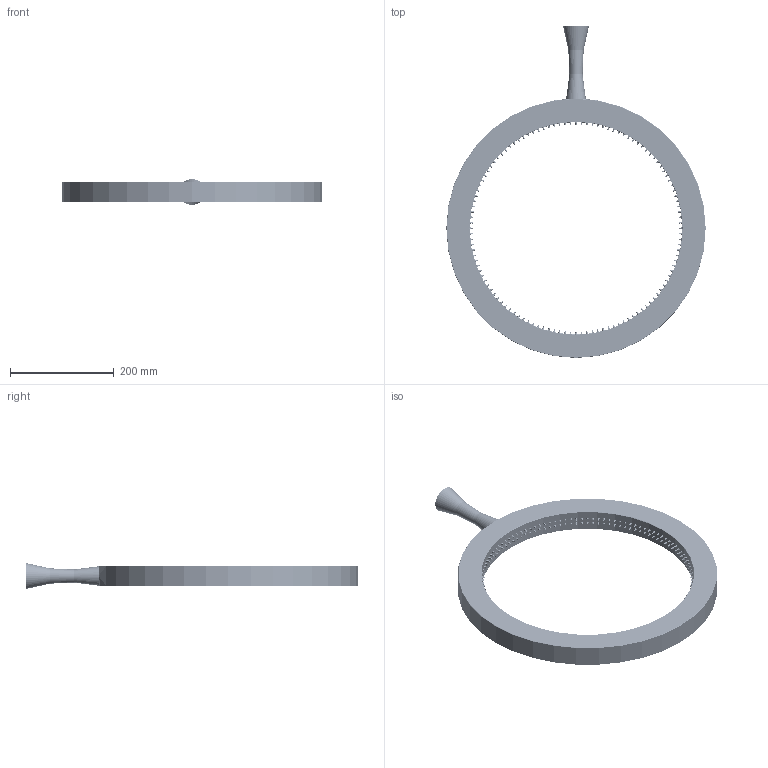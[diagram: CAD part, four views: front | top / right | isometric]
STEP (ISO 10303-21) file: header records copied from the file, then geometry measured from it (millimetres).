
FILE_DESCRIPTION((''),'2;1');
FILE_NAME('000231102_ASM','2024-03-17T17:45:18',('Administrator'),(''),'CREO PARAMETRIC BY PTC INC, 2018050','CREO PARAMETRIC BY PTC INC, 2018050','');
FILE_SCHEMA(('CONFIG_CONTROL_DESIGN'));
Length unit declared in the file: millimetre
Products named in the file (3): _100; 100; 000231102_ASM
Assembly tree (241 placements, depth 2):
  000231102_ASM
    _100
    100  x240
Bounding box: 500 x 640 x 50 mm (x, y, z)
Volume: 2697916.8 mm3; surface area: 291359.7 mm2
Topology: 241 solids, 241 shells, 3860 faces, 7720 edges, 4824 vertices
Faces by surface type: cylinder 2406, plane 964, cone 488, torus 2
Entity records: 2986 total; most frequent: DIRECTION 670, CARTESIAN_POINT 440, AXIS2_PLACEMENT_3D 322, PRODUCT_DEFINITION_SHAPE 244, ITEM_DEFINED_TRANSFORMATION 241, CONTEXT_DEPENDENT_SHAPE_REPRESENTATION 241, NEXT_ASSEMBLY_USAGE_OCCURRENCE 241, ORIENTED_EDGE 144
